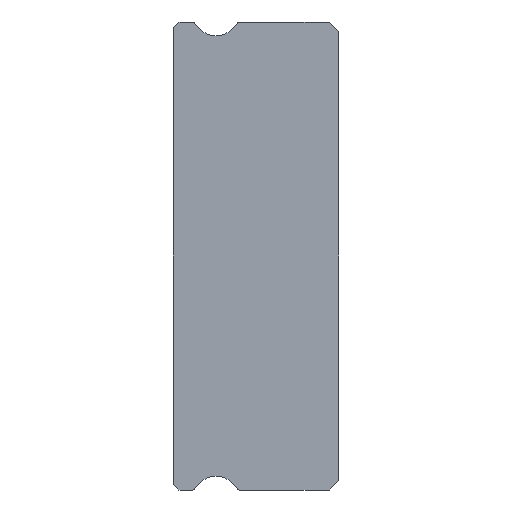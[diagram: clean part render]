
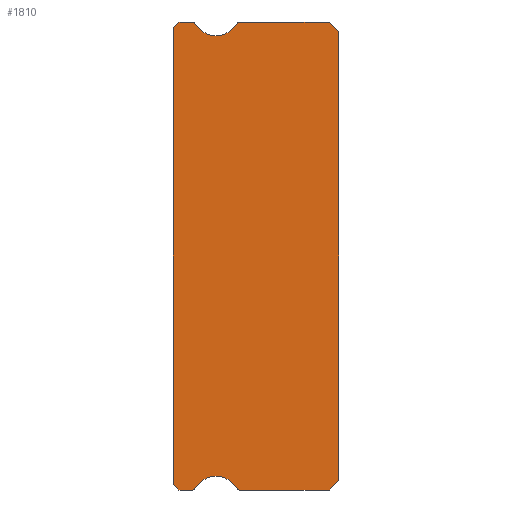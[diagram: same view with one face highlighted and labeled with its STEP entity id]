
A CAD part, left-side view. The second image highlights one B-rep face of the part: STEP entity #1810.
In plain terms, the highlighted planar face has unit normal (-1, 0, 0).
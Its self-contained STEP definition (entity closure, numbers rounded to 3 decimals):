
#3 = EDGE_CURVE ( 'NONE', #993, #30, #421, .T. ) ;
#30 = VERTEX_POINT ( 'NONE', #66 ) ;
#66 = CARTESIAN_POINT ( 'NONE',  ( -10., 0.5, 12. ) ) ;
#94 = DIRECTION ( 'NONE',  ( -1., 0., 0. ) ) ;
#110 = DIRECTION ( 'NONE',  ( 0., 0., -1. ) ) ;
#135 = EDGE_CURVE ( 'NONE', #2001, #1437, #2097, .T. ) ;
#144 = LINE ( 'NONE', #746, #703 ) ;
#159 = EDGE_CURVE ( 'NONE', #30, #2038, #1161, .T. ) ;
#184 = ORIENTED_EDGE ( 'NONE', *, *, #2325, .F. ) ;
#192 = DIRECTION ( 'NONE',  ( 1., 0., 0. ) ) ;
#228 = DIRECTION ( 'NONE',  ( 1., 0., 0. ) ) ;
#247 = CARTESIAN_POINT ( 'NONE',  ( -10., 7.383, 11.925 ) ) ;
#257 = EDGE_CURVE ( 'NONE', #2063, #1572, #1915, .T. ) ;
#270 = EDGE_CURVE ( 'NONE', #1462, #455, #1363, .T. ) ;
#308 = DIRECTION ( 'NONE',  ( -1., 0., 0. ) ) ;
#324 = CARTESIAN_POINT ( 'NONE',  ( -10., 7.512, -11.85 ) ) ;
#346 = ORIENTED_EDGE ( 'NONE', *, *, #3, .F. ) ;
#379 = ORIENTED_EDGE ( 'NONE', *, *, #159, .F. ) ;
#408 = ORIENTED_EDGE ( 'NONE', *, *, #1693, .F. ) ;
#421 = LINE ( 'NONE', #598, #864 ) ;
#426 = EDGE_CURVE ( 'NONE', #1099, #993, #1954, .T. ) ;
#433 = AXIS2_PLACEMENT_3D ( 'NONE', #528, #1045, #1999 ) ;
#448 = CIRCLE ( 'NONE', #2296, 0.15 ) ;
#455 = VERTEX_POINT ( 'NONE', #1351 ) ;
#456 = EDGE_CURVE ( 'NONE', #2001, #1434, #1562, .T. ) ;
#460 = CARTESIAN_POINT ( 'NONE',  ( -10., 0.5, 12. ) ) ;
#486 = CIRCLE ( 'NONE', #1793, 0.15 ) ;
#508 = ORIENTED_EDGE ( 'NONE', *, *, #568, .F. ) ;
#520 = AXIS2_PLACEMENT_3D ( 'NONE', #324, #694, #1058 ) ;
#528 = CARTESIAN_POINT ( 'NONE',  ( -10., 6.3, 12.55 ) ) ;
#563 = LINE ( 'NONE', #2334, #1595 ) ;
#568 = EDGE_CURVE ( 'NONE', #2101, #1462, #486, .T. ) ;
#598 = CARTESIAN_POINT ( 'NONE',  ( -10., 7.512, 12. ) ) ;
#609 = CARTESIAN_POINT ( 'NONE',  ( -10., 8.5, 11.85 ) ) ;
#610 = CARTESIAN_POINT ( 'NONE',  ( -10., 0., 11.5 ) ) ;
#641 = CARTESIAN_POINT ( 'NONE',  ( -10., 7.512, -12. ) ) ;
#658 = EDGE_CURVE ( 'NONE', #1165, #1437, #2005, .T. ) ;
#694 = DIRECTION ( 'NONE',  ( 1., 0., 0. ) ) ;
#703 = VECTOR ( 'NONE', #1484, 1000. ) ;
#715 = CARTESIAN_POINT ( 'NONE',  ( -10., 8.2, -12. ) ) ;
#718 = DIRECTION ( 'NONE',  ( 0., 0., -1. ) ) ;
#746 = CARTESIAN_POINT ( 'NONE',  ( -10., 0., -11.5 ) ) ;
#752 = VECTOR ( 'NONE', #1795, 1000. ) ;
#775 = DIRECTION ( 'NONE',  ( 0., 0., -1. ) ) ;
#779 = DIRECTION ( 'NONE',  ( 0., 0.707, -0.707 ) ) ;
#783 = AXIS2_PLACEMENT_3D ( 'NONE', #1146, #2279, #1888 ) ;
#784 = FACE_OUTER_BOUND ( 'NONE', #1497, .T. ) ;
#797 = VECTOR ( 'NONE', #1129, 1000. ) ;
#813 = VERTEX_POINT ( 'NONE', #1385 ) ;
#821 = LINE ( 'NONE', #641, #1668 ) ;
#864 = VECTOR ( 'NONE', #2072, 1000. ) ;
#869 = ORIENTED_EDGE ( 'NONE', *, *, #135, .F. ) ;
#876 = CARTESIAN_POINT ( 'NONE',  ( -10., 7.512, 11.85 ) ) ;
#884 = DIRECTION ( 'NONE',  ( 0., 0., -1. ) ) ;
#899 = CARTESIAN_POINT ( 'NONE',  ( -10., 5.088, 12. ) ) ;
#907 = VERTEX_POINT ( 'NONE', #1396 ) ;
#911 = CARTESIAN_POINT ( 'NONE',  ( -10., 8.5, 11.7 ) ) ;
#924 = EDGE_CURVE ( 'NONE', #1504, #2038, #1424, .T. ) ;
#936 = ORIENTED_EDGE ( 'NONE', *, *, #257, .F. ) ;
#993 = VERTEX_POINT ( 'NONE', #899 ) ;
#1029 = EDGE_CURVE ( 'NONE', #1572, #1099, #2320, .T. ) ;
#1030 = CARTESIAN_POINT ( 'NONE',  ( -10., 6.3, -12.55 ) ) ;
#1045 = DIRECTION ( 'NONE',  ( -1., 0., 0. ) ) ;
#1049 = ORIENTED_EDGE ( 'NONE', *, *, #456, .T. ) ;
#1058 = DIRECTION ( 'NONE',  ( 0., 0., -1. ) ) ;
#1099 = VERTEX_POINT ( 'NONE', #1503 ) ;
#1107 = CARTESIAN_POINT ( 'NONE',  ( -10., 0.5, -12. ) ) ;
#1129 = DIRECTION ( 'NONE',  ( 0., -1., 0. ) ) ;
#1143 = CARTESIAN_POINT ( 'NONE',  ( -10., 5.088, -12. ) ) ;
#1146 = CARTESIAN_POINT ( 'NONE',  ( -10., 7.512, 11.85 ) ) ;
#1161 = LINE ( 'NONE', #460, #1325 ) ;
#1165 = VERTEX_POINT ( 'NONE', #2263 ) ;
#1217 = CARTESIAN_POINT ( 'NONE',  ( -10., 6.3, 12.55 ) ) ;
#1240 = CARTESIAN_POINT ( 'NONE',  ( -10., 5.088, -11.85 ) ) ;
#1264 = ORIENTED_EDGE ( 'NONE', *, *, #426, .F. ) ;
#1307 = CARTESIAN_POINT ( 'NONE',  ( -10., 0., -11.5 ) ) ;
#1325 = VECTOR ( 'NONE', #2130, 1000. ) ;
#1327 = PLANE ( 'NONE',  #783 ) ;
#1351 = CARTESIAN_POINT ( 'NONE',  ( -10., 7.383, -11.925 ) ) ;
#1363 = CIRCLE ( 'NONE', #1754, 1.25 ) ;
#1385 = CARTESIAN_POINT ( 'NONE',  ( -10., 7.512, 12. ) ) ;
#1396 = CARTESIAN_POINT ( 'NONE',  ( -10., 7.512, -12. ) ) ;
#1399 = ORIENTED_EDGE ( 'NONE', *, *, #2030, .T. ) ;
#1409 = AXIS2_PLACEMENT_3D ( 'NONE', #1512, #228, #775 ) ;
#1424 = LINE ( 'NONE', #1615, #752 ) ;
#1434 = VERTEX_POINT ( 'NONE', #715 ) ;
#1437 = VERTEX_POINT ( 'NONE', #911 ) ;
#1462 = VERTEX_POINT ( 'NONE', #2067 ) ;
#1484 = DIRECTION ( 'NONE',  ( 0., 0.707, -0.707 ) ) ;
#1497 = EDGE_LOOP ( 'NONE', ( #869, #1049, #1399, #1594, #2194, #508, #1846, #408, #1620, #379, #346, #1264, #2306, #936, #184, #2371, #1877 ) ) ;
#1503 = CARTESIAN_POINT ( 'NONE',  ( -10., 5.217, 11.925 ) ) ;
#1504 = VERTEX_POINT ( 'NONE', #1307 ) ;
#1512 = CARTESIAN_POINT ( 'NONE',  ( -10., 5.088, 11.85 ) ) ;
#1524 = DIRECTION ( 'NONE',  ( 0., 1., 0. ) ) ;
#1525 = CARTESIAN_POINT ( 'NONE',  ( -10., 8.2, -12. ) ) ;
#1547 = DIRECTION ( 'NONE',  ( 0., 0., 1. ) ) ;
#1562 = LINE ( 'NONE', #1525, #2365 ) ;
#1572 = VERTEX_POINT ( 'NONE', #2249 ) ;
#1592 = EDGE_CURVE ( 'NONE', #1959, #2101, #821, .T. ) ;
#1594 = ORIENTED_EDGE ( 'NONE', *, *, #2280, .F. ) ;
#1595 = VECTOR ( 'NONE', #2154, 1000. ) ;
#1615 = CARTESIAN_POINT ( 'NONE',  ( -10., 0., 11.5 ) ) ;
#1620 = ORIENTED_EDGE ( 'NONE', *, *, #924, .T. ) ;
#1668 = VECTOR ( 'NONE', #1524, 1000. ) ;
#1681 = EDGE_CURVE ( 'NONE', #813, #1165, #563, .T. ) ;
#1693 = EDGE_CURVE ( 'NONE', #1504, #1959, #144, .T. ) ;
#1719 = CIRCLE ( 'NONE', #520, 0.15 ) ;
#1732 = DIRECTION ( 'NONE',  ( 0., -0.707, -0.707 ) ) ;
#1752 = VECTOR ( 'NONE', #1547, 1000. ) ;
#1754 = AXIS2_PLACEMENT_3D ( 'NONE', #1030, #94, #2319 ) ;
#1793 = AXIS2_PLACEMENT_3D ( 'NONE', #1240, #1983, #884 ) ;
#1795 = DIRECTION ( 'NONE',  ( 0., 0., 1. ) ) ;
#1810 = ADVANCED_FACE ( 'NONE', ( #784 ), #1327, .F. ) ;
#1846 = ORIENTED_EDGE ( 'NONE', *, *, #1592, .F. ) ;
#1877 = ORIENTED_EDGE ( 'NONE', *, *, #658, .T. ) ;
#1888 = DIRECTION ( 'NONE',  ( 0., 0., -1. ) ) ;
#1899 = CARTESIAN_POINT ( 'NONE',  ( -10., 8.5, -11.7 ) ) ;
#1913 = AXIS2_PLACEMENT_3D ( 'NONE', #1217, #308, #110 ) ;
#1915 = CIRCLE ( 'NONE', #1913, 1.25 ) ;
#1954 = CIRCLE ( 'NONE', #1409, 0.15 ) ;
#1959 = VERTEX_POINT ( 'NONE', #1107 ) ;
#1983 = DIRECTION ( 'NONE',  ( 1., 0., 0. ) ) ;
#1984 = VECTOR ( 'NONE', #779, 1000. ) ;
#1999 = DIRECTION ( 'NONE',  ( 0., 0., -1. ) ) ;
#2001 = VERTEX_POINT ( 'NONE', #1899 ) ;
#2005 = LINE ( 'NONE', #2184, #1984 ) ;
#2030 = EDGE_CURVE ( 'NONE', #1434, #907, #2230, .T. ) ;
#2038 = VERTEX_POINT ( 'NONE', #610 ) ;
#2063 = VERTEX_POINT ( 'NONE', #247 ) ;
#2067 = CARTESIAN_POINT ( 'NONE',  ( -10., 5.217, -11.925 ) ) ;
#2072 = DIRECTION ( 'NONE',  ( 0., -1., 0. ) ) ;
#2097 = LINE ( 'NONE', #609, #1752 ) ;
#2101 = VERTEX_POINT ( 'NONE', #1143 ) ;
#2130 = DIRECTION ( 'NONE',  ( 0., -0.707, -0.707 ) ) ;
#2154 = DIRECTION ( 'NONE',  ( 0., 1., 0. ) ) ;
#2184 = CARTESIAN_POINT ( 'NONE',  ( -10., 8.5, 11.7 ) ) ;
#2194 = ORIENTED_EDGE ( 'NONE', *, *, #270, .F. ) ;
#2230 = LINE ( 'NONE', #2258, #797 ) ;
#2249 = CARTESIAN_POINT ( 'NONE',  ( -10., 6.3, 11.3 ) ) ;
#2258 = CARTESIAN_POINT ( 'NONE',  ( -10., 7.512, -12. ) ) ;
#2263 = CARTESIAN_POINT ( 'NONE',  ( -10., 8.2, 12. ) ) ;
#2279 = DIRECTION ( 'NONE',  ( 1., 0., 0. ) ) ;
#2280 = EDGE_CURVE ( 'NONE', #455, #907, #1719, .T. ) ;
#2296 = AXIS2_PLACEMENT_3D ( 'NONE', #876, #192, #718 ) ;
#2306 = ORIENTED_EDGE ( 'NONE', *, *, #1029, .F. ) ;
#2319 = DIRECTION ( 'NONE',  ( 0., 0., -1. ) ) ;
#2320 = CIRCLE ( 'NONE', #433, 1.25 ) ;
#2325 = EDGE_CURVE ( 'NONE', #813, #2063, #448, .T. ) ;
#2334 = CARTESIAN_POINT ( 'NONE',  ( -10., 8.2, 12. ) ) ;
#2365 = VECTOR ( 'NONE', #1732, 1000. ) ;
#2371 = ORIENTED_EDGE ( 'NONE', *, *, #1681, .T. ) ;
